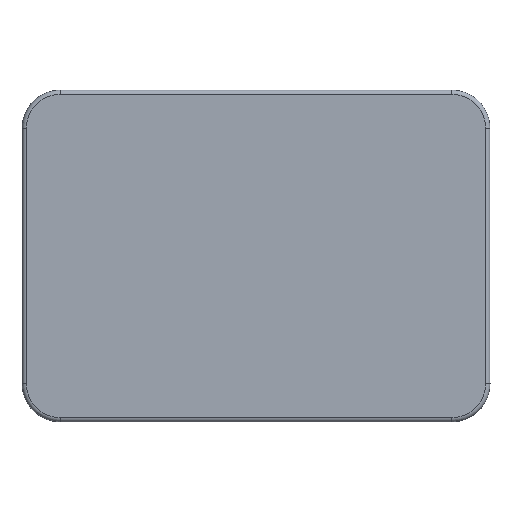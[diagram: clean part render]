
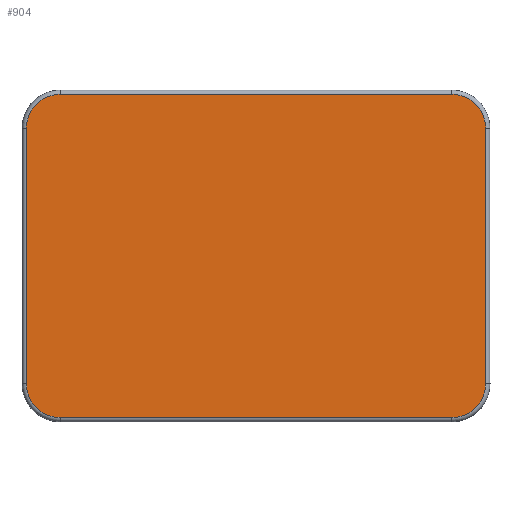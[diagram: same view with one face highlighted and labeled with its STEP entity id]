
A CAD part, top view. The second image highlights one B-rep face of the part: STEP entity #904.
In plain terms, the highlighted planar face has unit normal (0, 0, 1).
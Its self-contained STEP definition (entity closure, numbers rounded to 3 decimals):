
#56=LINE('',#1619,#118);
#57=LINE('',#1630,#119);
#59=LINE('',#1642,#121);
#61=LINE('',#1654,#123);
#118=VECTOR('',#1141,10.);
#119=VECTOR('',#1154,10.);
#121=VECTOR('',#1168,10.);
#123=VECTOR('',#1182,10.);
#170=PLANE('',#1008);
#213=FACE_OUTER_BOUND('',#267,.T.);
#267=EDGE_LOOP('',(#738,#739,#740,#741,#742,#743,#744,#745));
#342=CIRCLE('',#983,4.);
#346=CIRCLE('',#989,4.);
#350=CIRCLE('',#995,4.);
#353=CIRCLE('',#1000,4.);
#414=VERTEX_POINT('',#1612);
#417=VERTEX_POINT('',#1617);
#419=VERTEX_POINT('',#1622);
#421=VERTEX_POINT('',#1628);
#423=VERTEX_POINT('',#1634);
#425=VERTEX_POINT('',#1640);
#427=VERTEX_POINT('',#1646);
#429=VERTEX_POINT('',#1652);
#521=EDGE_CURVE('',#417,#414,#56,.T.);
#523=EDGE_CURVE('',#419,#417,#342,.T.);
#526=EDGE_CURVE('',#421,#419,#57,.T.);
#529=EDGE_CURVE('',#423,#421,#346,.T.);
#532=EDGE_CURVE('',#425,#423,#59,.T.);
#535=EDGE_CURVE('',#427,#425,#350,.T.);
#538=EDGE_CURVE('',#429,#427,#61,.T.);
#540=EDGE_CURVE('',#414,#429,#353,.T.);
#738=ORIENTED_EDGE('',*,*,#521,.F.);
#739=ORIENTED_EDGE('',*,*,#523,.F.);
#740=ORIENTED_EDGE('',*,*,#526,.F.);
#741=ORIENTED_EDGE('',*,*,#529,.F.);
#742=ORIENTED_EDGE('',*,*,#532,.F.);
#743=ORIENTED_EDGE('',*,*,#535,.F.);
#744=ORIENTED_EDGE('',*,*,#538,.F.);
#745=ORIENTED_EDGE('',*,*,#540,.F.);
#904=ADVANCED_FACE('',(#213),#170,.T.);
#983=AXIS2_PLACEMENT_3D('',#1624,#1146,#1147);
#989=AXIS2_PLACEMENT_3D('',#1636,#1160,#1161);
#995=AXIS2_PLACEMENT_3D('',#1648,#1174,#1175);
#1000=AXIS2_PLACEMENT_3D('',#1657,#1186,#1187);
#1008=AXIS2_PLACEMENT_3D('',#1677,#1209,#1210);
#1141=DIRECTION('',(0.,-1.,0.));
#1146=DIRECTION('center_axis',(0.,0.,-1.));
#1147=DIRECTION('ref_axis',(0.707,0.707,0.));
#1154=DIRECTION('',(1.,0.,0.));
#1160=DIRECTION('center_axis',(0.,0.,-1.));
#1161=DIRECTION('ref_axis',(-0.707,0.707,0.));
#1168=DIRECTION('',(0.,1.,0.));
#1174=DIRECTION('center_axis',(0.,0.,-1.));
#1175=DIRECTION('ref_axis',(-0.707,-0.707,0.));
#1182=DIRECTION('',(-1.,0.,0.));
#1186=DIRECTION('center_axis',(0.,0.,-1.));
#1187=DIRECTION('ref_axis',(0.707,-0.707,0.));
#1209=DIRECTION('center_axis',(0.,0.,1.));
#1210=DIRECTION('ref_axis',(1.,0.,0.));
#1612=CARTESIAN_POINT('',(53.679,6.51,0.));
#1617=CARTESIAN_POINT('',(53.679,36.51,0.));
#1619=CARTESIAN_POINT('',(53.679,29.01,0.));
#1622=CARTESIAN_POINT('',(49.679,40.51,0.));
#1624=CARTESIAN_POINT('Origin',(49.679,36.51,0.));
#1628=CARTESIAN_POINT('',(3.679,40.51,0.));
#1630=CARTESIAN_POINT('',(15.179,40.51,0.));
#1634=CARTESIAN_POINT('',(-0.321,36.51,0.));
#1636=CARTESIAN_POINT('Origin',(3.679,36.51,0.));
#1640=CARTESIAN_POINT('',(-0.321,6.51,0.));
#1642=CARTESIAN_POINT('',(-0.321,14.01,0.));
#1646=CARTESIAN_POINT('',(3.679,2.51,0.));
#1648=CARTESIAN_POINT('Origin',(3.679,6.51,0.));
#1652=CARTESIAN_POINT('',(49.679,2.51,0.));
#1654=CARTESIAN_POINT('',(38.179,2.51,0.));
#1657=CARTESIAN_POINT('Origin',(49.679,6.51,0.));
#1677=CARTESIAN_POINT('Origin',(26.679,21.51,0.));
